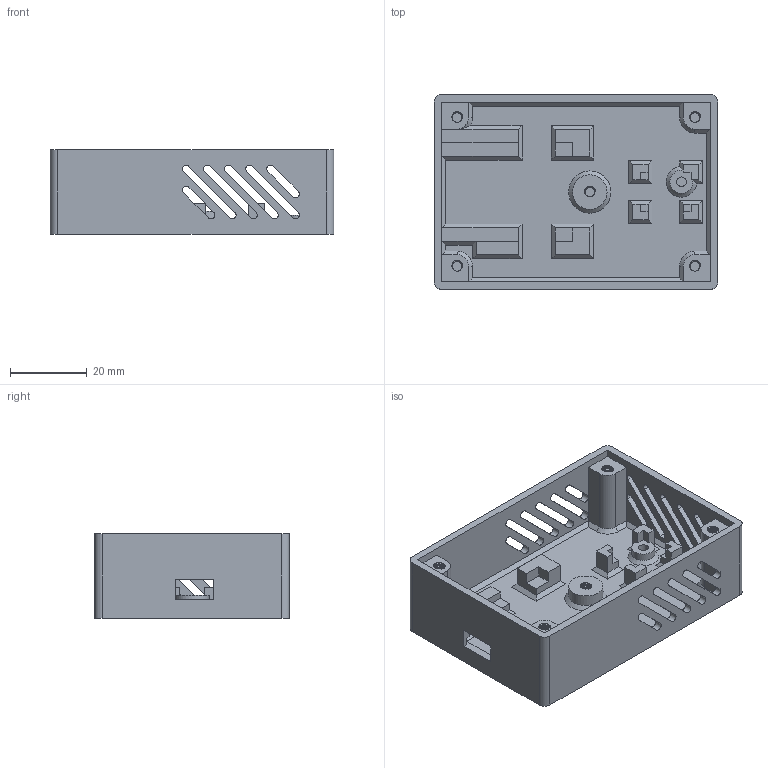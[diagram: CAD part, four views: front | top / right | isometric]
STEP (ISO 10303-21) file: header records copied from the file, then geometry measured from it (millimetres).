
FILE_DESCRIPTION(/* description */ (''),/* implementation_level */ '2;1');
FILE_NAME(/* name */ 'Case Bottom.step',/* time_stamp */ '2024-02-04T13:25:40-08:00',/* author */ (''),/* organization */ (''),/* preprocessor_version */ 'ST-DEVELOPER v20',/* originating_system */ 'Autodesk Translation Framework v12.14.0.127',/* authorisation */ '');
FILE_SCHEMA (('AUTOMOTIVE_DESIGN { 1 0 10303 214 3 1 1 }'));
Length unit declared in the file: millimetre
Products named in the file (1): Case Bottom
Bounding box: 74 x 50.79 x 22 mm (x, y, z)
Volume: 21518.6 mm3; surface area: 19181.5 mm2
Topology: 1 solids, 1 shells, 399 faces, 1110 edges, 720 vertices
Faces by surface type: cylinder 201, plane 182, bspline 10, cone 6
Full cylindrical faces by diameter (mm): 2.529 x37, 3.086 x18, 9 x1
Entity records: 21939 total; most frequent: CARTESIAN_POINT 12205, ORIENTED_EDGE 2220, DIRECTION 1685, EDGE_CURVE 1110, VERTEX_POINT 720, LINE 651, VECTOR 651, AXIS2_PLACEMENT_3D 517
